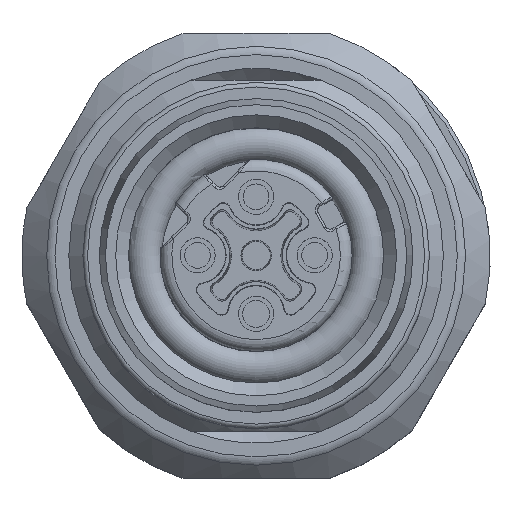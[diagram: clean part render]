
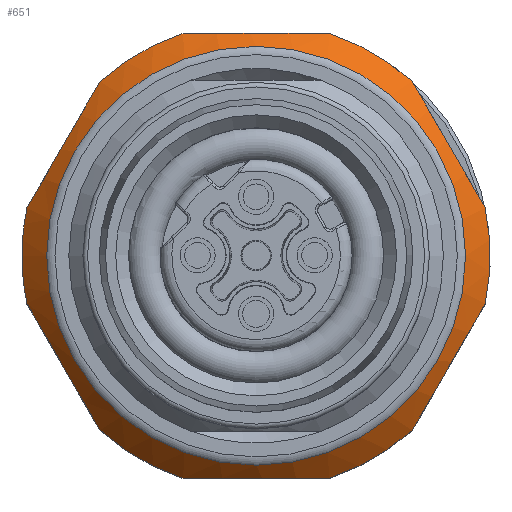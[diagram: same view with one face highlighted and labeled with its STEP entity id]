
A CAD part, top view. The second image highlights one B-rep face of the part: STEP entity #651.
In plain terms, the highlighted conical face has half-angle 45 degrees and reference radius 10 mm.
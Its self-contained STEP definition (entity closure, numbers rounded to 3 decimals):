
#61=CONICAL_SURFACE('',#3063,10.,45.);
#119=B_SPLINE_CURVE_WITH_KNOTS('',3,(#4528,#4529,#4530,#4531),
 .UNSPECIFIED.,.F.,.F.,(4,4),(0.,1.),.UNSPECIFIED.);
#120=B_SPLINE_CURVE_WITH_KNOTS('',3,(#4543,#4544,#4545,#4546),
 .UNSPECIFIED.,.F.,.F.,(4,4),(0.,1.),.UNSPECIFIED.);
#121=B_SPLINE_CURVE_WITH_KNOTS('',3,(#4558,#4559,#4560,#4561),
 .UNSPECIFIED.,.F.,.F.,(4,4),(0.,1.),.UNSPECIFIED.);
#122=B_SPLINE_CURVE_WITH_KNOTS('',3,(#4573,#4574,#4575,#4576),
 .UNSPECIFIED.,.F.,.F.,(4,4),(0.,1.),.UNSPECIFIED.);
#123=B_SPLINE_CURVE_WITH_KNOTS('',3,(#4588,#4589,#4590,#4591),
 .UNSPECIFIED.,.F.,.F.,(4,4),(0.,1.),.UNSPECIFIED.);
#124=B_SPLINE_CURVE_WITH_KNOTS('',3,(#4603,#4604,#4605,#4606),
 .UNSPECIFIED.,.F.,.F.,(4,4),(0.,1.),.UNSPECIFIED.);
#521=FACE_BOUND('',#1051,.T.);
#522=FACE_BOUND('',#1052,.T.);
#651=ADVANCED_FACE('',(#521,#522),#61,.T.);
#1051=EDGE_LOOP('',(#1397));
#1052=EDGE_LOOP('',(#1398,#1399,#1400,#1401,#1402,#1403,#1404,#1405,#1406,
#1407,#1408,#1409));
#1397=ORIENTED_EDGE('',*,*,#2432,.T.);
#1398=ORIENTED_EDGE('',*,*,#2397,.T.);
#1399=ORIENTED_EDGE('',*,*,#2400,.F.);
#1400=ORIENTED_EDGE('',*,*,#2403,.T.);
#1401=ORIENTED_EDGE('',*,*,#2406,.F.);
#1402=ORIENTED_EDGE('',*,*,#2409,.T.);
#1403=ORIENTED_EDGE('',*,*,#2412,.F.);
#1404=ORIENTED_EDGE('',*,*,#2415,.T.);
#1405=ORIENTED_EDGE('',*,*,#2418,.F.);
#1406=ORIENTED_EDGE('',*,*,#2421,.T.);
#1407=ORIENTED_EDGE('',*,*,#2424,.F.);
#1408=ORIENTED_EDGE('',*,*,#2427,.T.);
#1409=ORIENTED_EDGE('',*,*,#2393,.F.);
#2099=VERTEX_POINT('',#4520);
#2100=VERTEX_POINT('',#4521);
#2103=VERTEX_POINT('',#4532);
#2105=VERTEX_POINT('',#4538);
#2107=VERTEX_POINT('',#4547);
#2109=VERTEX_POINT('',#4553);
#2111=VERTEX_POINT('',#4562);
#2113=VERTEX_POINT('',#4568);
#2115=VERTEX_POINT('',#4577);
#2117=VERTEX_POINT('',#4583);
#2119=VERTEX_POINT('',#4592);
#2121=VERTEX_POINT('',#4598);
#2124=VERTEX_POINT('',#4618);
#2393=EDGE_CURVE('',#2099,#2100,#2781,.T.);
#2397=EDGE_CURVE('',#2099,#2103,#119,.T.);
#2400=EDGE_CURVE('',#2105,#2103,#2783,.T.);
#2403=EDGE_CURVE('',#2105,#2107,#120,.T.);
#2406=EDGE_CURVE('',#2109,#2107,#2785,.T.);
#2409=EDGE_CURVE('',#2109,#2111,#121,.T.);
#2412=EDGE_CURVE('',#2113,#2111,#2787,.T.);
#2415=EDGE_CURVE('',#2113,#2115,#122,.T.);
#2418=EDGE_CURVE('',#2117,#2115,#2789,.T.);
#2421=EDGE_CURVE('',#2117,#2119,#123,.T.);
#2424=EDGE_CURVE('',#2121,#2119,#2791,.T.);
#2427=EDGE_CURVE('',#2121,#2100,#124,.T.);
#2432=EDGE_CURVE('',#2124,#2124,#2796,.T.);
#2781=CIRCLE('',#3031,10.);
#2783=CIRCLE('',#3035,10.);
#2785=CIRCLE('',#3039,10.);
#2787=CIRCLE('',#3043,10.);
#2789=CIRCLE('',#3047,10.);
#2791=CIRCLE('',#3051,10.);
#2796=CIRCLE('',#3062,8.946);
#3031=AXIS2_PLACEMENT_3D('',#4519,#3507,#3508);
#3035=AXIS2_PLACEMENT_3D('',#4537,#3519,#3520);
#3039=AXIS2_PLACEMENT_3D('',#4552,#3530,#3531);
#3043=AXIS2_PLACEMENT_3D('',#4567,#3541,#3542);
#3047=AXIS2_PLACEMENT_3D('',#4582,#3552,#3553);
#3051=AXIS2_PLACEMENT_3D('',#4597,#3563,#3564);
#3062=AXIS2_PLACEMENT_3D('',#4617,#3587,#3588);
#3063=AXIS2_PLACEMENT_3D('',#4619,#3589,#3590);
#3507=DIRECTION('',(0.,0.,-1.));
#3508=DIRECTION('',(1.,0.,0.));
#3519=DIRECTION('',(0.,0.,-1.));
#3520=DIRECTION('',(1.,0.,0.));
#3530=DIRECTION('',(0.,0.,-1.));
#3531=DIRECTION('',(1.,0.,0.));
#3541=DIRECTION('',(0.,0.,-1.));
#3542=DIRECTION('',(1.,0.,0.));
#3552=DIRECTION('',(0.,0.,-1.));
#3553=DIRECTION('',(1.,0.,0.));
#3563=DIRECTION('',(0.,0.,-1.));
#3564=DIRECTION('',(1.,0.,0.));
#3587=DIRECTION('',(0.,0.,-1.));
#3588=DIRECTION('',(-1.,0.,0.));
#3589=DIRECTION('',(0.,0.,-1.));
#3590=DIRECTION('',(-1.,0.,0.));
#4519=CARTESIAN_POINT('',(0.,0.,7.8));
#4520=CARTESIAN_POINT('',(-3.122,-9.5,7.8));
#4521=CARTESIAN_POINT('',(-6.666,-7.454,7.8));
#4528=CARTESIAN_POINT('',(-3.122,-9.5,7.8));
#4529=CARTESIAN_POINT('',(-1.088,-9.5,8.435));
#4530=CARTESIAN_POINT('',(1.09,-9.5,8.435));
#4531=CARTESIAN_POINT('',(3.122,-9.5,7.8));
#4532=CARTESIAN_POINT('',(3.122,-9.5,7.8));
#4537=CARTESIAN_POINT('',(0.,0.,7.8));
#4538=CARTESIAN_POINT('',(6.666,-7.454,7.8));
#4543=CARTESIAN_POINT('',(6.666,-7.454,7.8));
#4544=CARTESIAN_POINT('',(7.683,-5.692,8.435));
#4545=CARTESIAN_POINT('',(8.772,-3.806,8.435));
#4546=CARTESIAN_POINT('',(9.788,-2.046,7.8));
#4547=CARTESIAN_POINT('',(9.788,-2.046,7.8));
#4552=CARTESIAN_POINT('',(0.,0.,7.8));
#4553=CARTESIAN_POINT('',(9.788,2.046,7.8));
#4558=CARTESIAN_POINT('',(9.788,2.046,7.8));
#4559=CARTESIAN_POINT('',(8.771,3.808,8.435));
#4560=CARTESIAN_POINT('',(7.682,5.694,8.435));
#4561=CARTESIAN_POINT('',(6.666,7.454,7.8));
#4562=CARTESIAN_POINT('',(6.666,7.454,7.8));
#4567=CARTESIAN_POINT('',(0.,0.,7.8));
#4568=CARTESIAN_POINT('',(3.122,9.5,7.8));
#4573=CARTESIAN_POINT('',(3.122,9.5,7.8));
#4574=CARTESIAN_POINT('',(1.088,9.5,8.435));
#4575=CARTESIAN_POINT('',(-1.09,9.5,8.435));
#4576=CARTESIAN_POINT('',(-3.122,9.5,7.8));
#4577=CARTESIAN_POINT('',(-3.122,9.5,7.8));
#4582=CARTESIAN_POINT('',(0.,0.,7.8));
#4583=CARTESIAN_POINT('',(-6.666,7.454,7.8));
#4588=CARTESIAN_POINT('',(-6.666,7.454,7.8));
#4589=CARTESIAN_POINT('',(-7.683,5.692,8.435));
#4590=CARTESIAN_POINT('',(-8.772,3.806,8.435));
#4591=CARTESIAN_POINT('',(-9.788,2.046,7.8));
#4592=CARTESIAN_POINT('',(-9.788,2.046,7.8));
#4597=CARTESIAN_POINT('',(0.,0.,7.8));
#4598=CARTESIAN_POINT('',(-9.788,-2.046,7.8));
#4603=CARTESIAN_POINT('',(-9.788,-2.046,7.8));
#4604=CARTESIAN_POINT('',(-8.771,-3.808,8.435));
#4605=CARTESIAN_POINT('',(-7.682,-5.694,8.435));
#4606=CARTESIAN_POINT('',(-6.666,-7.454,7.8));
#4617=CARTESIAN_POINT('',(0.,0.,8.854));
#4618=CARTESIAN_POINT('',(-8.946,0.,8.854));
#4619=CARTESIAN_POINT('',(0.,0.,7.8));
